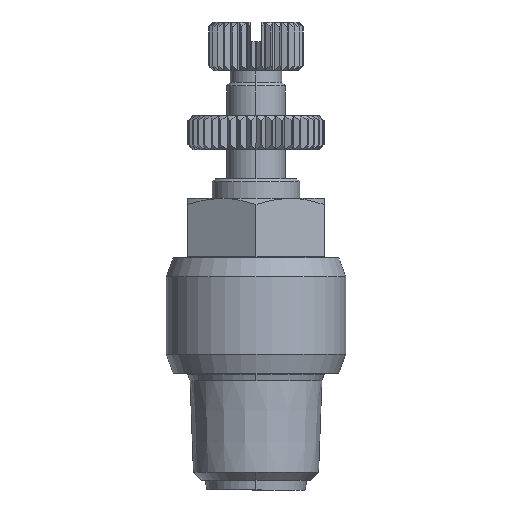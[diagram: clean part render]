
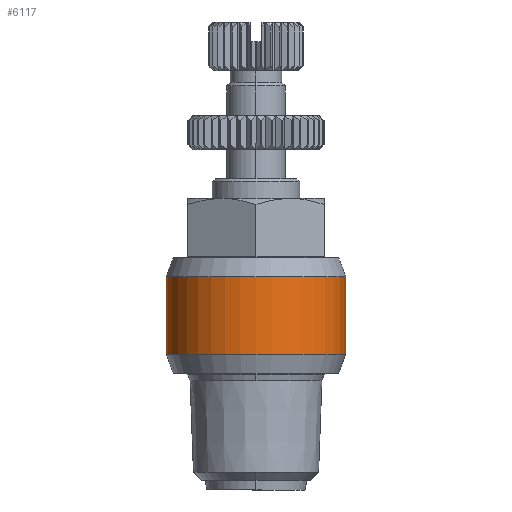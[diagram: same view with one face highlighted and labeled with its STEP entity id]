
A CAD part, left-side view. The second image highlights one B-rep face of the part: STEP entity #6117.
In plain terms, the highlighted cylindrical face has radius 9.2 mm (diameter 18.4 mm), a partial arc.
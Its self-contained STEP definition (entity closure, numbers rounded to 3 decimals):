
#131 = EDGE_CURVE ( 'NONE', #13737, #8446, #20177, .T. ) ;
#470 = FACE_OUTER_BOUND ( 'NONE', #629, .T. ) ;
#629 = EDGE_LOOP ( 'NONE', ( #4018, #8218, #18482, #4625 ) ) ;
#3197 = CIRCLE ( 'NONE', #19384, 9.2 ) ;
#3459 = CARTESIAN_POINT ( 'NONE',  ( 1., -9.2, -4.277 ) ) ;
#4018 = ORIENTED_EDGE ( 'NONE', *, *, #21274, .T. ) ;
#4556 = CARTESIAN_POINT ( 'NONE',  ( 1., 9.2, 3.677 ) ) ;
#4625 = ORIENTED_EDGE ( 'NONE', *, *, #131, .F. ) ;
#4794 = EDGE_CURVE ( 'NONE', #14435, #20056, #14190, .T. ) ;
#5628 = DIRECTION ( 'NONE',  ( 0., -1., 0. ) ) ;
#5990 = DIRECTION ( 'NONE',  ( 0., -1., 0. ) ) ;
#6117 = ADVANCED_FACE ( 'NONE', ( #470 ), #12002, .T. ) ;
#6207 = CARTESIAN_POINT ( 'NONE',  ( 1., -9.2, 3.677 ) ) ;
#6767 = AXIS2_PLACEMENT_3D ( 'NONE', #7693, #17642, #5990 ) ;
#7400 = CARTESIAN_POINT ( 'NONE',  ( 1., 0., -4.277 ) ) ;
#7607 = CARTESIAN_POINT ( 'NONE',  ( 1., 9.2, -4.277 ) ) ;
#7693 = CARTESIAN_POINT ( 'NONE',  ( 1., 0., -0.3 ) ) ;
#7721 = DIRECTION ( 'NONE',  ( 0., 0., 1. ) ) ;
#8218 = ORIENTED_EDGE ( 'NONE', *, *, #4794, .T. ) ;
#8446 = VERTEX_POINT ( 'NONE', #6207 ) ;
#10294 = DIRECTION ( 'NONE',  ( 0., 0., 1. ) ) ;
#11502 = EDGE_CURVE ( 'NONE', #20056, #8446, #20573, .T. ) ;
#12002 = CYLINDRICAL_SURFACE ( 'NONE', #6767, 9.2 ) ;
#13161 = CARTESIAN_POINT ( 'NONE',  ( 1., 0., 3.677 ) ) ;
#13737 = VERTEX_POINT ( 'NONE', #3459 ) ;
#13746 = CARTESIAN_POINT ( 'NONE',  ( 1., 9.2, -0.3 ) ) ;
#14190 = LINE ( 'NONE', #13746, #19977 ) ;
#14435 = VERTEX_POINT ( 'NONE', #7607 ) ;
#14868 = AXIS2_PLACEMENT_3D ( 'NONE', #13161, #21418, #18001 ) ;
#17642 = DIRECTION ( 'NONE',  ( 0., 0., 1. ) ) ;
#18001 = DIRECTION ( 'NONE',  ( 0., -1., 0. ) ) ;
#18482 = ORIENTED_EDGE ( 'NONE', *, *, #11502, .T. ) ;
#19117 = VECTOR ( 'NONE', #7721, 1000. ) ;
#19384 = AXIS2_PLACEMENT_3D ( 'NONE', #7400, #20753, #5628 ) ;
#19977 = VECTOR ( 'NONE', #10294, 1000. ) ;
#20056 = VERTEX_POINT ( 'NONE', #4556 ) ;
#20177 = LINE ( 'NONE', #20998, #19117 ) ;
#20573 = CIRCLE ( 'NONE', #14868, 9.2 ) ;
#20753 = DIRECTION ( 'NONE',  ( 0., 0., 1. ) ) ;
#20998 = CARTESIAN_POINT ( 'NONE',  ( 1., -9.2, -0.3 ) ) ;
#21274 = EDGE_CURVE ( 'NONE', #13737, #14435, #3197, .T. ) ;
#21418 = DIRECTION ( 'NONE',  ( 0., 0., -1. ) ) ;
